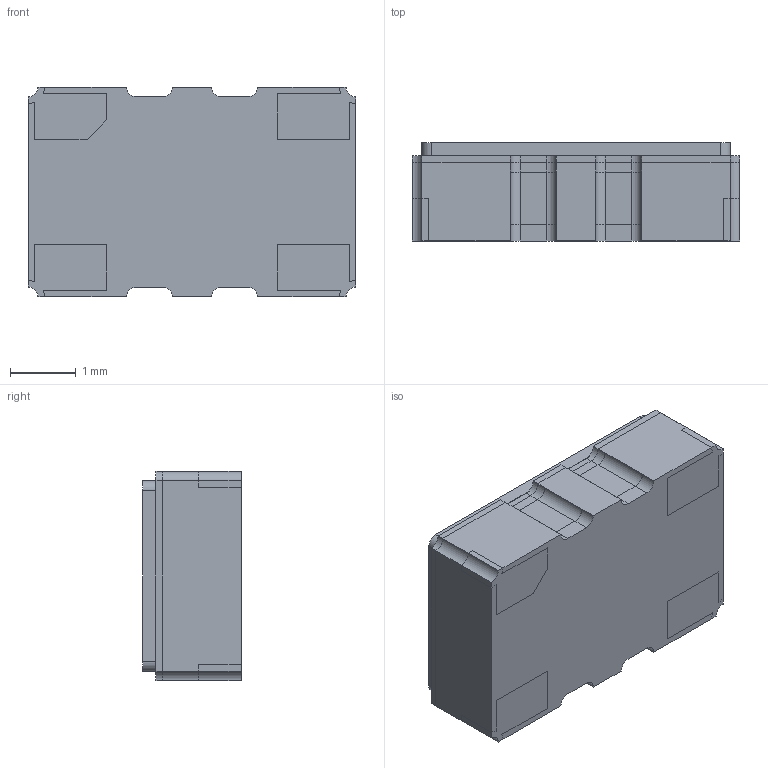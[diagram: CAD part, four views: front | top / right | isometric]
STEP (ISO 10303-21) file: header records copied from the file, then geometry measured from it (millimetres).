
FILE_DESCRIPTION (( 'STEP AP214' ), '1' );
FILE_NAME ('ECS-TXO-5032-100-TR.STEP', '2021-05-28T20:18:50', ( '' ), ( '' ), 'SwSTEP 2.0', 'SolidWorks 2017', '' );
FILE_SCHEMA (( 'AUTOMOTIVE_DESIGN' ));
Length unit declared in the file: millimetre
Products named in the file (1): ECS-TXO-5032-100-TR
Bounding box: 5 x 1.5 x 3.2 mm (x, y, z)
Volume: 22.9 mm3; surface area: 175.6 mm2
Topology: 9 solids, 9 shells, 176 faces, 470 edges, 308 vertices
Faces by surface type: plane 112, cylinder 64
Entity records: 5588 total; most frequent: CARTESIAN_POINT 955, DIRECTION 952, ORIENTED_EDGE 940, EDGE_CURVE 470, LINE 342, VECTOR 342, VERTEX_POINT 308, AXIS2_PLACEMENT_3D 305
